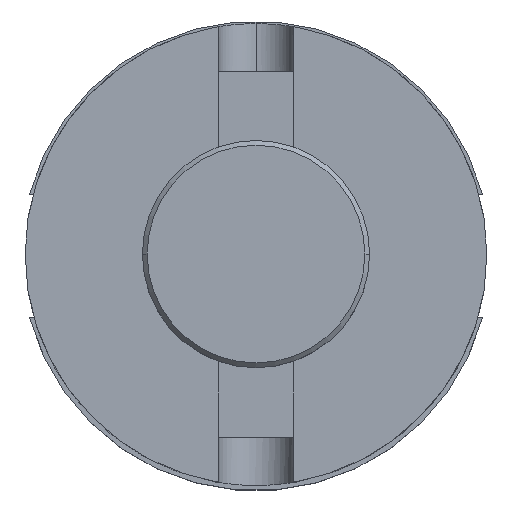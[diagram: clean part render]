
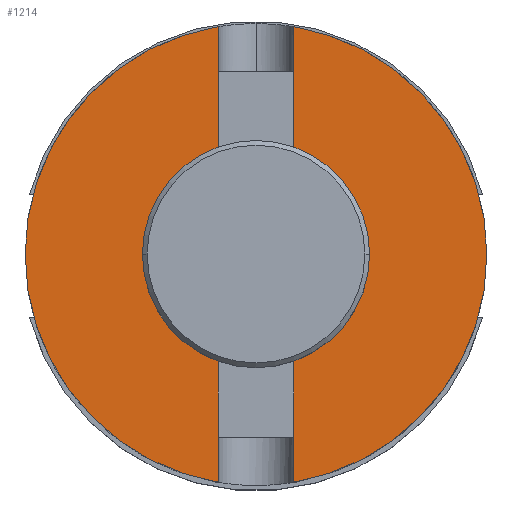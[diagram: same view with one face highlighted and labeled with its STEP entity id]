
A CAD part, top view. The second image highlights one B-rep face of the part: STEP entity #1214.
In plain terms, the highlighted planar face has unit normal (0, 0, 1).
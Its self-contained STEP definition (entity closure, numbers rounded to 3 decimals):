
#1 = ORIENTED_EDGE ( 'NONE', *, *, #1430, .T. ) ;
#70 = VERTEX_POINT ( 'NONE', #2375 ) ;
#109 = ORIENTED_EDGE ( 'NONE', *, *, #1171, .F. ) ;
#111 = AXIS2_PLACEMENT_3D ( 'NONE', #1100, #2275, #2515 ) ;
#126 = DIRECTION ( 'NONE',  ( 0., 1., 0. ) ) ;
#190 = VERTEX_POINT ( 'NONE', #2610 ) ;
#246 = VECTOR ( 'NONE', #2023, 1000. ) ;
#252 = DIRECTION ( 'NONE',  ( 1., 0., 0. ) ) ;
#257 = LINE ( 'NONE', #1461, #2208 ) ;
#264 = EDGE_CURVE ( 'NONE', #2028, #2226, #689, .T. ) ;
#275 = EDGE_CURVE ( 'NONE', #1969, #1945, #2014, .T. ) ;
#352 = CARTESIAN_POINT ( 'NONE',  ( -7.937, -49.212, 203.2 ) ) ;
#353 = AXIS2_PLACEMENT_3D ( 'NONE', #1081, #1107, #706 ) ;
#425 = AXIS2_PLACEMENT_3D ( 'NONE', #2486, #2082, #252 ) ;
#433 = EDGE_CURVE ( 'NONE', #1091, #2226, #2177, .T. ) ;
#464 = DIRECTION ( 'NONE',  ( 1., 0., 0. ) ) ;
#554 = CIRCLE ( 'NONE', #425, 48.385 ) ;
#583 = CARTESIAN_POINT ( 'NONE',  ( -19.05, 0., 203.2 ) ) ;
#689 = LINE ( 'NONE', #2056, #811 ) ;
#694 = DIRECTION ( 'NONE',  ( 1., 0., 0. ) ) ;
#706 = DIRECTION ( 'NONE',  ( 1., 0., 0. ) ) ;
#713 = EDGE_CURVE ( 'NONE', #70, #2509, #554, .T. ) ;
#723 = LINE ( 'NONE', #1976, #2613 ) ;
#726 = LINE ( 'NONE', #352, #1995 ) ;
#796 = ORIENTED_EDGE ( 'NONE', *, *, #1795, .F. ) ;
#798 = ORIENTED_EDGE ( 'NONE', *, *, #2402, .T. ) ;
#811 = VECTOR ( 'NONE', #843, 1000. ) ;
#828 = DIRECTION ( 'NONE',  ( 1., 0., 0. ) ) ;
#843 = DIRECTION ( 'NONE',  ( 1., 0., 0. ) ) ;
#850 = DIRECTION ( 'NONE',  ( 0., 1., 0. ) ) ;
#946 = CARTESIAN_POINT ( 'NONE',  ( -7.937, 49.212, 203.2 ) ) ;
#996 = CIRCLE ( 'NONE', #2172, 19.05 ) ;
#1054 = CARTESIAN_POINT ( 'NONE',  ( 7.938, -22.5, 203.2 ) ) ;
#1076 = AXIS2_PLACEMENT_3D ( 'NONE', #2492, #2130, #694 ) ;
#1081 = CARTESIAN_POINT ( 'NONE',  ( 0., 0., 203.2 ) ) ;
#1091 = VERTEX_POINT ( 'NONE', #2434 ) ;
#1100 = CARTESIAN_POINT ( 'NONE',  ( 0., 48.385, 203.2 ) ) ;
#1107 = DIRECTION ( 'NONE',  ( 0., 0., 1. ) ) ;
#1139 = CIRCLE ( 'NONE', #1331, 48.385 ) ;
#1141 = DIRECTION ( 'NONE',  ( 0., -1., 0. ) ) ;
#1161 = VERTEX_POINT ( 'NONE', #1503 ) ;
#1171 = EDGE_CURVE ( 'NONE', #1945, #1218, #1561, .T. ) ;
#1214 = ADVANCED_FACE ( 'NONE', ( #2566, #2085 ), #2079, .T. ) ;
#1218 = VERTEX_POINT ( 'NONE', #1054 ) ;
#1239 = CARTESIAN_POINT ( 'NONE',  ( 7.938, -49.212, 203.2 ) ) ;
#1241 = EDGE_CURVE ( 'NONE', #1915, #2035, #996, .T. ) ;
#1248 = DIRECTION ( 'NONE',  ( 0., 0., 1. ) ) ;
#1249 = ORIENTED_EDGE ( 'NONE', *, *, #1241, .F. ) ;
#1250 = ORIENTED_EDGE ( 'NONE', *, *, #713, .T. ) ;
#1252 = ORIENTED_EDGE ( 'NONE', *, *, #1368, .T. ) ;
#1258 = CARTESIAN_POINT ( 'NONE',  ( 0., 0., 203.2 ) ) ;
#1273 = DIRECTION ( 'NONE',  ( 1., 0., 0. ) ) ;
#1319 = ORIENTED_EDGE ( 'NONE', *, *, #264, .F. ) ;
#1331 = AXIS2_PLACEMENT_3D ( 'NONE', #1258, #1248, #1646 ) ;
#1350 = EDGE_LOOP ( 'NONE', ( #796, #1249 ) ) ;
#1356 = EDGE_CURVE ( 'NONE', #1161, #1218, #257, .T. ) ;
#1368 = EDGE_CURVE ( 'NONE', #1877, #70, #1139, .T. ) ;
#1394 = VECTOR ( 'NONE', #1701, 1000. ) ;
#1416 = CARTESIAN_POINT ( 'NONE',  ( 19.05, 0., 203.2 ) ) ;
#1430 = EDGE_CURVE ( 'NONE', #1969, #190, #2534, .T. ) ;
#1435 = CARTESIAN_POINT ( 'NONE',  ( -7.937, -47.729, 203.2 ) ) ;
#1438 = ORIENTED_EDGE ( 'NONE', *, *, #1356, .T. ) ;
#1461 = CARTESIAN_POINT ( 'NONE',  ( -7.937, -22.5, 203.2 ) ) ;
#1496 = CARTESIAN_POINT ( 'NONE',  ( 7.938, 48.385, 203.2 ) ) ;
#1503 = CARTESIAN_POINT ( 'NONE',  ( -7.937, -22.5, 203.2 ) ) ;
#1544 = ORIENTED_EDGE ( 'NONE', *, *, #433, .T. ) ;
#1550 = CIRCLE ( 'NONE', #1076, 48.385 ) ;
#1561 = LINE ( 'NONE', #1496, #2242 ) ;
#1562 = CIRCLE ( 'NONE', #2046, 19.05 ) ;
#1646 = DIRECTION ( 'NONE',  ( 1., 0., 0. ) ) ;
#1652 = CARTESIAN_POINT ( 'NONE',  ( -7.937, 47.729, 203.2 ) ) ;
#1675 = ORIENTED_EDGE ( 'NONE', *, *, #2241, .T. ) ;
#1701 = DIRECTION ( 'NONE',  ( 0., -1., 0. ) ) ;
#1781 = LINE ( 'NONE', #946, #2590 ) ;
#1795 = EDGE_CURVE ( 'NONE', #2035, #1915, #1562, .T. ) ;
#1844 = CARTESIAN_POINT ( 'NONE',  ( 7.938, 22.5, 203.2 ) ) ;
#1864 = DIRECTION ( 'NONE',  ( 0., 0., 1. ) ) ;
#1877 = VERTEX_POINT ( 'NONE', #1652 ) ;
#1915 = VERTEX_POINT ( 'NONE', #583 ) ;
#1933 = CARTESIAN_POINT ( 'NONE',  ( 7.938, -38.375, 203.2 ) ) ;
#1945 = VERTEX_POINT ( 'NONE', #1933 ) ;
#1965 = EDGE_CURVE ( 'NONE', #2548, #1161, #723, .T. ) ;
#1969 = VERTEX_POINT ( 'NONE', #2533 ) ;
#1976 = CARTESIAN_POINT ( 'NONE',  ( -7.937, 48.385, 203.2 ) ) ;
#1977 = EDGE_CURVE ( 'NONE', #1877, #2028, #1781, .T. ) ;
#1995 = VECTOR ( 'NONE', #126, 1000. ) ;
#2004 = ORIENTED_EDGE ( 'NONE', *, *, #1977, .F. ) ;
#2013 = ORIENTED_EDGE ( 'NONE', *, *, #1965, .T. ) ;
#2014 = LINE ( 'NONE', #1239, #246 ) ;
#2021 = DIRECTION ( 'NONE',  ( 0., 0., 1. ) ) ;
#2023 = DIRECTION ( 'NONE',  ( 0., 1., 0. ) ) ;
#2028 = VERTEX_POINT ( 'NONE', #2360 ) ;
#2035 = VERTEX_POINT ( 'NONE', #1416 ) ;
#2044 = CARTESIAN_POINT ( 'NONE',  ( 0., 0., 203.2 ) ) ;
#2046 = AXIS2_PLACEMENT_3D ( 'NONE', #2044, #2021, #828 ) ;
#2056 = CARTESIAN_POINT ( 'NONE',  ( -7.937, 22.5, 203.2 ) ) ;
#2079 = PLANE ( 'NONE',  #111 ) ;
#2082 = DIRECTION ( 'NONE',  ( 0., 0., 1. ) ) ;
#2085 = FACE_BOUND ( 'NONE', #1350, .T. ) ;
#2130 = DIRECTION ( 'NONE',  ( 0., 0., 1. ) ) ;
#2172 = AXIS2_PLACEMENT_3D ( 'NONE', #2290, #1864, #1273 ) ;
#2177 = LINE ( 'NONE', #2296, #1394 ) ;
#2208 = VECTOR ( 'NONE', #464, 1000. ) ;
#2226 = VERTEX_POINT ( 'NONE', #1844 ) ;
#2241 = EDGE_CURVE ( 'NONE', #190, #1091, #1550, .T. ) ;
#2242 = VECTOR ( 'NONE', #850, 1000. ) ;
#2275 = DIRECTION ( 'NONE',  ( 0., 0., 1. ) ) ;
#2290 = CARTESIAN_POINT ( 'NONE',  ( 0., 0., 203.2 ) ) ;
#2296 = CARTESIAN_POINT ( 'NONE',  ( 7.938, 49.212, 203.2 ) ) ;
#2349 = DIRECTION ( 'NONE',  ( 0., 1., 0. ) ) ;
#2360 = CARTESIAN_POINT ( 'NONE',  ( -7.937, 22.5, 203.2 ) ) ;
#2364 = ORIENTED_EDGE ( 'NONE', *, *, #275, .F. ) ;
#2375 = CARTESIAN_POINT ( 'NONE',  ( -48.385, 0., 203.2 ) ) ;
#2402 = EDGE_CURVE ( 'NONE', #2509, #2548, #726, .T. ) ;
#2434 = CARTESIAN_POINT ( 'NONE',  ( 7.938, 47.729, 203.2 ) ) ;
#2438 = CARTESIAN_POINT ( 'NONE',  ( -7.937, -38.375, 203.2 ) ) ;
#2478 = EDGE_LOOP ( 'NONE', ( #2364, #1, #1675, #1544, #1319, #2004, #1252, #1250, #798, #2013, #1438, #109 ) ) ;
#2486 = CARTESIAN_POINT ( 'NONE',  ( 0., 0., 203.2 ) ) ;
#2492 = CARTESIAN_POINT ( 'NONE',  ( 0., 0., 203.2 ) ) ;
#2509 = VERTEX_POINT ( 'NONE', #1435 ) ;
#2515 = DIRECTION ( 'NONE',  ( 1., 0., 0. ) ) ;
#2533 = CARTESIAN_POINT ( 'NONE',  ( 7.938, -47.729, 203.2 ) ) ;
#2534 = CIRCLE ( 'NONE', #353, 48.385 ) ;
#2548 = VERTEX_POINT ( 'NONE', #2438 ) ;
#2566 = FACE_OUTER_BOUND ( 'NONE', #2478, .T. ) ;
#2590 = VECTOR ( 'NONE', #1141, 1000. ) ;
#2610 = CARTESIAN_POINT ( 'NONE',  ( 48.385, 0., 203.2 ) ) ;
#2613 = VECTOR ( 'NONE', #2349, 1000. ) ;
